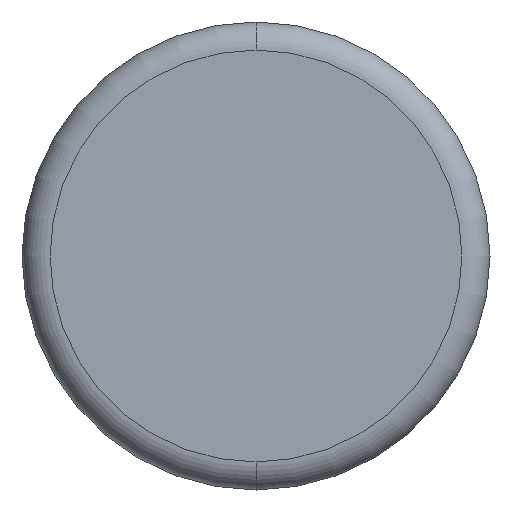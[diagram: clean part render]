
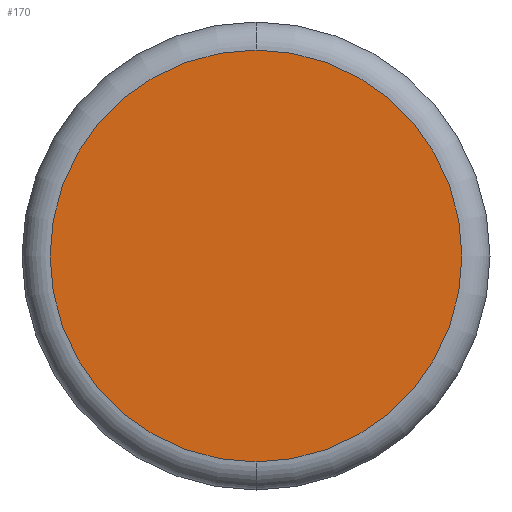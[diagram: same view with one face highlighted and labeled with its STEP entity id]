
A CAD part, front view. The second image highlights one B-rep face of the part: STEP entity #170.
In plain terms, the highlighted planar face has unit normal (0, -1, 0).
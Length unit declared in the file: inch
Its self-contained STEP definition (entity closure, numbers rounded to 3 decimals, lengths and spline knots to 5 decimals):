
#99 = DIRECTION ( 'NONE',  ( 0., 0., -1. ) ) ;
#100 = ORIENTED_EDGE ( 'NONE', *, *, #355, .T. ) ;
#127 = VERTEX_POINT ( 'NONE', #394 ) ;
#145 = AXIS2_PLACEMENT_3D ( 'NONE', #187, #225, #99 ) ;
#150 = DIRECTION ( 'NONE',  ( 0., 0., -1. ) ) ;
#165 = PLANE ( 'NONE',  #470 ) ;
#170 = ADVANCED_FACE ( 'NONE', ( #246 ), #165, .T. ) ;
#187 = CARTESIAN_POINT ( 'NONE',  ( 0., 0., 0. ) ) ;
#225 = DIRECTION ( 'NONE',  ( 0., -1., 0. ) ) ;
#246 = FACE_OUTER_BOUND ( 'NONE', #399, .T. ) ;
#251 = ORIENTED_EDGE ( 'NONE', *, *, #322, .T. ) ;
#263 = AXIS2_PLACEMENT_3D ( 'NONE', #443, #314, #150 ) ;
#314 = DIRECTION ( 'NONE',  ( 0., -1., 0. ) ) ;
#318 = CIRCLE ( 'NONE', #145, 0.44 ) ;
#322 = EDGE_CURVE ( 'NONE', #372, #127, #318, .T. ) ;
#343 = DIRECTION ( 'NONE',  ( 0., 0., -1. ) ) ;
#355 = EDGE_CURVE ( 'NONE', #127, #372, #442, .T. ) ;
#372 = VERTEX_POINT ( 'NONE', #436 ) ;
#385 = DIRECTION ( 'NONE',  ( 0., -1., 0. ) ) ;
#394 = CARTESIAN_POINT ( 'NONE',  ( 0., 0., 0.44 ) ) ;
#399 = EDGE_LOOP ( 'NONE', ( #251, #100 ) ) ;
#426 = CARTESIAN_POINT ( 'NONE',  ( 0., 0., 0. ) ) ;
#436 = CARTESIAN_POINT ( 'NONE',  ( 0., 0., -0.44 ) ) ;
#442 = CIRCLE ( 'NONE', #263, 0.44 ) ;
#443 = CARTESIAN_POINT ( 'NONE',  ( 0., 0., 0. ) ) ;
#470 = AXIS2_PLACEMENT_3D ( 'NONE', #426, #385, #343 ) ;
